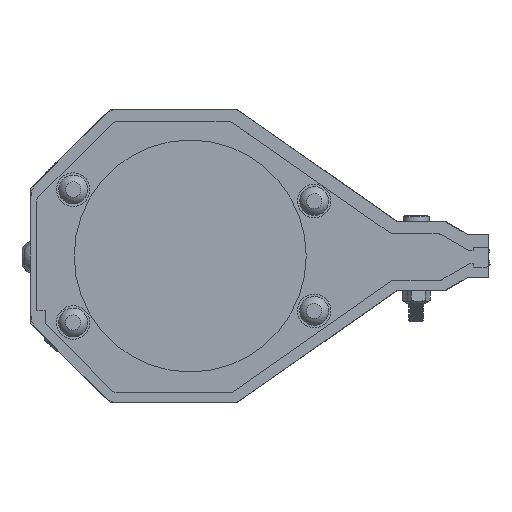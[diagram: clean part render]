
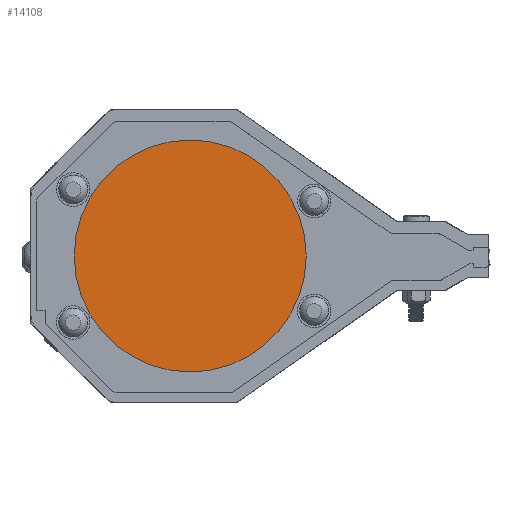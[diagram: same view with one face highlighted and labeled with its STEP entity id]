
A CAD part, left-side view. The second image highlights one B-rep face of the part: STEP entity #14108.
In plain terms, the highlighted planar face has unit normal (-1, 0, 0).
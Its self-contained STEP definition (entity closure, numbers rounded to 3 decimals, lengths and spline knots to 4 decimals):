
#3089=FACE_OUTER_BOUND('',#4216,.T.);
#4216=EDGE_LOOP('',(#10140));
#5694=CIRCLE('',#15295,1.5);
#6650=VERTEX_POINT('',#21767);
#8045=EDGE_CURVE('',#6650,#6650,#5694,.T.);
#10140=ORIENTED_EDGE('',*,*,#8045,.T.);
#13629=PLANE('',#15294);
#14108=ADVANCED_FACE('',(#3089),#13629,.T.);
#15294=AXIS2_PLACEMENT_3D('',#21766,#17558,#17559);
#15295=AXIS2_PLACEMENT_3D('',#21768,#17560,#17561);
#17558=DIRECTION('center_axis',(-1.,0.,0.));
#17559=DIRECTION('ref_axis',(0.,0.,
1.));
#17560=DIRECTION('center_axis',(-1.,0.,0.));
#17561=DIRECTION('ref_axis',(0.,0.,-1.));
#21766=CARTESIAN_POINT('Origin',(43.6909,0.1505,5.2649));
#21767=CARTESIAN_POINT('',(43.6909,0.1505,6.7649));
#21768=CARTESIAN_POINT('Origin',(43.6909,0.1505,5.2649));
